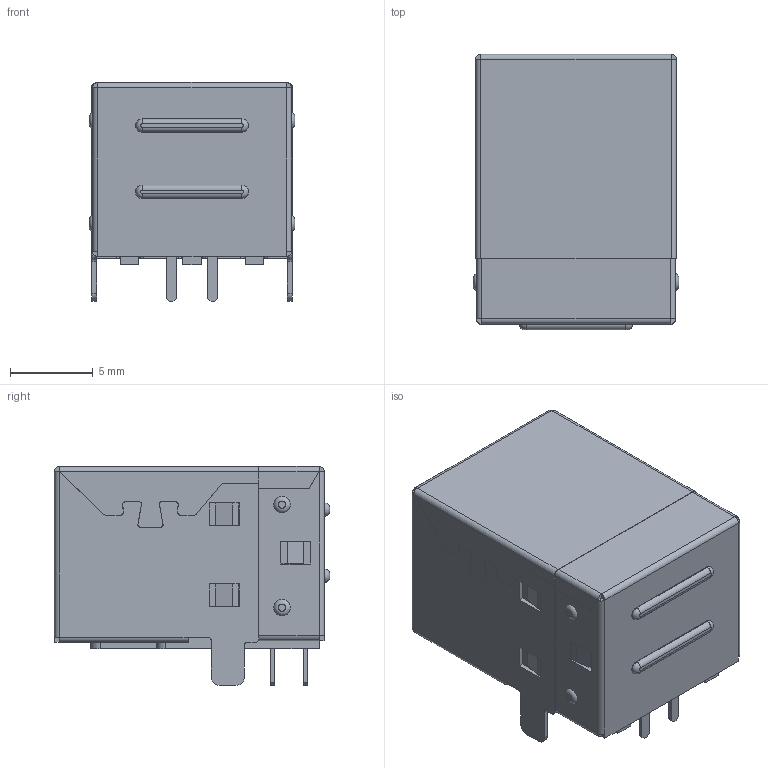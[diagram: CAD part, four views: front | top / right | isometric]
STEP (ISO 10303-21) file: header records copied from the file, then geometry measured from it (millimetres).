
FILE_DESCRIPTION(/* description */ ('Unknown'),/* implementation_level */ '2;1');
FILE_NAME(/* name */ '61410416121R',/* time_stamp */ '2017-09-25T16:20:19+02:00',/* author */ ('Unknown'),/* organization */ ('Unknown'),/* preprocessor_version */ 'ST-DEVELOPER v16.7',/* originating_system */ 'DEX',/* authorisation */ $);
FILE_SCHEMA (('AUTOMOTIVE_DESIGN {1 0 10303 214 3 1 1}'));
Length unit declared in the file: millimetre
Products named in the file (6): 61410416121R; 61410416121R_Insulator; 61410416121R_Shielding; 61410416121R_Pin; 61410416121R_Pin2; 61410416121R_Shielding2
Assembly tree (7 placements, depth 2):
  61410416121R
    61410416121R_Insulator
    61410416121R_Shielding
    61410416121R_Pin  x2
    61410416121R_Pin2  x2
    61410416121R_Shielding2
Bounding box: 12.4 x 16.6 x 13.21 mm (x, y, z)
Volume: 1285.6 mm3; surface area: 3607.8 mm2
Topology: 7 solids, 7 shells, 724 faces, 1940 edges, 1246 vertices
Faces by surface type: plane 551, cylinder 157, torus 16
Entity records: 19961 total; most frequent: CARTESIAN_POINT 3346, ORIENTED_EDGE 3304, DIRECTION 3222, EDGE_CURVE 1652, LINE 1346, VECTOR 1346, VERTEX_POINT 1062, AXIS2_PLACEMENT_3D 938
